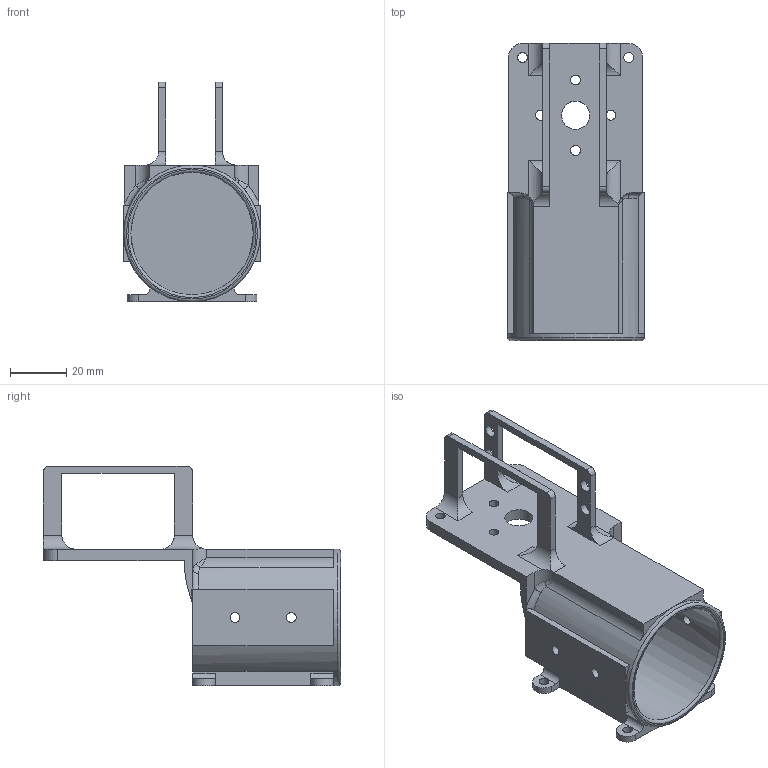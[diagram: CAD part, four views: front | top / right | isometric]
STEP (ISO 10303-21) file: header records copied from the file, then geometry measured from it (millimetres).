
FILE_DESCRIPTION(/* description */ (''),/* implementation_level */ '2;1');
FILE_NAME(/* name */ 'basemount.stp',/* time_stamp */ '2015-12-07T12:23:04-05:00',/* author */ (''),/* organization */ (''),/* preprocessor_version */ 'ST-DEVELOPER v16.2',/* originating_system */ 'Autodesk Translation Framework v4.3.0.2260',/* authorisation */ '');
FILE_SCHEMA (('AUTOMOTIVE_DESIGN { 1 0 10303 214 3 1 1 }'));
Length unit declared in the file: centimetre
Products named in the file (1): Base-mount
Bounding box: 48.5 x 105.5 x 78 mm (x, y, z)
Volume: 43211 mm3; surface area: 29140.8 mm2
Topology: 1 solids, 1 shells, 111 faces, 322 edges, 206 vertices
Faces by surface type: cylinder 52, plane 51, bspline 4, torus 4
Full cylindrical faces by diameter (mm): 3.5 x14, 4.2 x4, 10 x1, 43.5 x1, 48.5 x1
Entity records: 3831 total; most frequent: CARTESIAN_POINT 875, DIRECTION 604, ORIENTED_EDGE 582, EDGE_CURVE 291, AXIS2_PLACEMENT_3D 221, VERTEX_POINT 202, EDGE_LOOP 173, LINE 162
